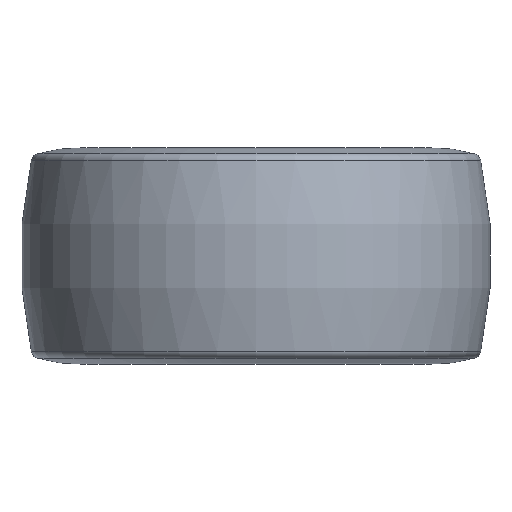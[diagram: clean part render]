
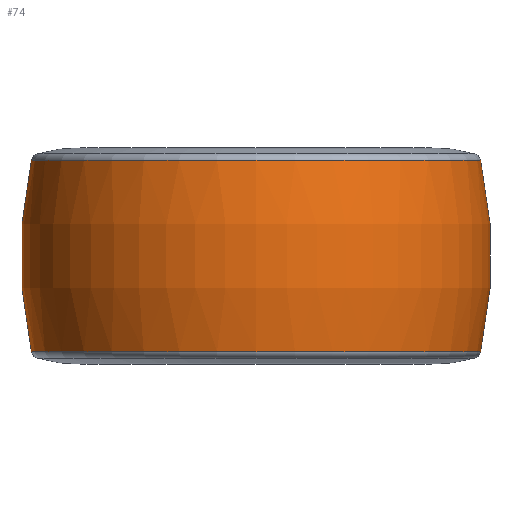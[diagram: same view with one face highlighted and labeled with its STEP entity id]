
A CAD part, front view. The second image highlights one B-rep face of the part: STEP entity #74.
In plain terms, the highlighted toroidal (fillet/blend) face has major radius 116.38 mm and minor radius 250 mm.
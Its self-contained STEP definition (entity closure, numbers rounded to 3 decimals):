
#12 = CARTESIAN_POINT ( 'NONE',  ( -116.38, 0., 0. ) ) ;
#20 = CARTESIAN_POINT ( 'NONE',  ( -127.647, 0., -54.321 ) ) ;
#53 = CARTESIAN_POINT ( 'NONE',  ( 127.647, 0., 54.321 ) ) ;
#61 = CARTESIAN_POINT ( 'NONE',  ( 0., 0., 54.321 ) ) ;
#65 = DIRECTION ( 'NONE',  ( 0., 0., 1. ) ) ;
#67 = AXIS2_PLACEMENT_3D ( 'NONE', #588, #467, #696 ) ;
#74 = ADVANCED_FACE ( 'NONE', ( #556 ), #271, .T. ) ;
#89 = EDGE_CURVE ( 'NONE', #610, #664, #596, .T. ) ;
#111 = CARTESIAN_POINT ( 'NONE',  ( 116.38, 0., 0. ) ) ;
#131 = CIRCLE ( 'NONE', #549, 250. ) ;
#142 = AXIS2_PLACEMENT_3D ( 'NONE', #61, #65, #396 ) ;
#149 = CARTESIAN_POINT ( 'NONE',  ( 0., 0., 0. ) ) ;
#194 = DIRECTION ( 'NONE',  ( 1., 0., 0. ) ) ;
#204 = VERTEX_POINT ( 'NONE', #53 ) ;
#218 = ORIENTED_EDGE ( 'NONE', *, *, #674, .F. ) ;
#271 = TOROIDAL_SURFACE ( 'NONE', #445, -116.38, 250. ) ;
#287 = DIRECTION ( 'NONE',  ( 0., 0., -1. ) ) ;
#302 = ORIENTED_EDGE ( 'NONE', *, *, #349, .T. ) ;
#306 = CIRCLE ( 'NONE', #67, 127.647 ) ;
#334 = CIRCLE ( 'NONE', #142, 127.647 ) ;
#338 = DIRECTION ( 'NONE',  ( 0., 1., 0. ) ) ;
#349 = EDGE_CURVE ( 'NONE', #610, #476, #306, .T. ) ;
#355 = DIRECTION ( 'NONE',  ( -1., 0., 0. ) ) ;
#358 = ORIENTED_EDGE ( 'NONE', *, *, #89, .F. ) ;
#396 = DIRECTION ( 'NONE',  ( 1., 0., 0. ) ) ;
#445 = AXIS2_PLACEMENT_3D ( 'NONE', #149, #705, #194 ) ;
#456 = CARTESIAN_POINT ( 'NONE',  ( -127.647, 0., 54.321 ) ) ;
#467 = DIRECTION ( 'NONE',  ( 0., 0., 1. ) ) ;
#476 = VERTEX_POINT ( 'NONE', #654 ) ;
#540 = EDGE_LOOP ( 'NONE', ( #358, #302, #695, #218 ) ) ;
#549 = AXIS2_PLACEMENT_3D ( 'NONE', #12, #626, #287 ) ;
#556 = FACE_OUTER_BOUND ( 'NONE', #540, .T. ) ;
#560 = AXIS2_PLACEMENT_3D ( 'NONE', #111, #338, #355 ) ;
#588 = CARTESIAN_POINT ( 'NONE',  ( 0., 0., -54.321 ) ) ;
#596 = CIRCLE ( 'NONE', #560, 250. ) ;
#610 = VERTEX_POINT ( 'NONE', #20 ) ;
#626 = DIRECTION ( 'NONE',  ( 0., -1., 0. ) ) ;
#654 = CARTESIAN_POINT ( 'NONE',  ( 127.647, 0., -54.321 ) ) ;
#664 = VERTEX_POINT ( 'NONE', #456 ) ;
#674 = EDGE_CURVE ( 'NONE', #664, #204, #334, .T. ) ;
#689 = EDGE_CURVE ( 'NONE', #476, #204, #131, .T. ) ;
#695 = ORIENTED_EDGE ( 'NONE', *, *, #689, .T. ) ;
#696 = DIRECTION ( 'NONE',  ( 1., 0., 0. ) ) ;
#705 = DIRECTION ( 'NONE',  ( 0., 0., 1. ) ) ;
